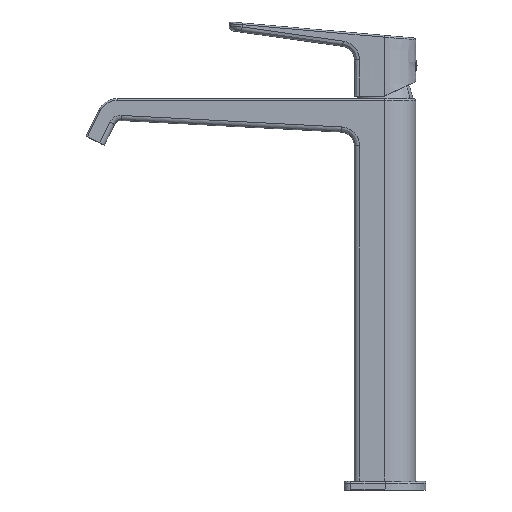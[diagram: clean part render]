
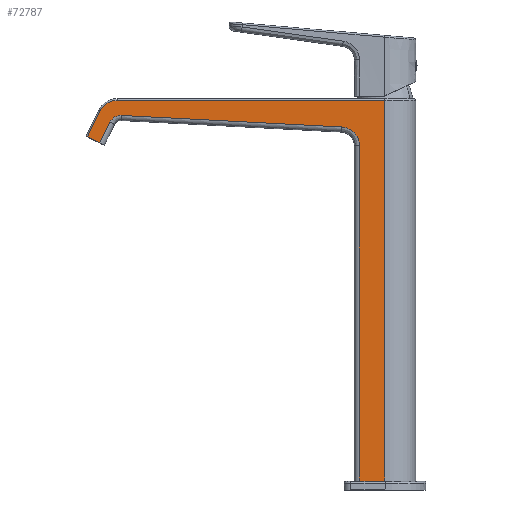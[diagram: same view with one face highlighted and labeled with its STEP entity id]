
A CAD part, left-side view. The second image highlights one B-rep face of the part: STEP entity #72787.
In plain terms, the highlighted planar face has unit normal (1, -0.013, 0).
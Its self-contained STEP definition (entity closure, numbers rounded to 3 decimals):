
#72643=CARTESIAN_POINT('Axis2P3D Location',(-41.122,-31.377,16.377)) ;
#72649=CARTESIAN_POINT('Control Point',(-38.748,150.006,227.151)) ;
#72650=CARTESIAN_POINT('Control Point',(-38.751,149.721,227.735)) ;
#72651=CARTESIAN_POINT('Control Point',(-38.756,149.369,228.286)) ;
#72652=CARTESIAN_POINT('Control Point',(-38.761,148.954,228.793)) ;
#72653=CARTESIAN_POINT('Control Point',(-38.775,147.947,229.766)) ;
#72654=CARTESIAN_POINT('Control Point',(-38.79,146.73,230.465)) ;
#72655=CARTESIAN_POINT('Control Point',(-38.8,146.036,230.749)) ;
#72656=CARTESIAN_POINT('Control Point',(-38.812,145.072,231.001)) ;
#72657=CARTESIAN_POINT('Control Point',(-38.825,144.086,231.079)) ;
#72658=CARTESIAN_POINT('Control Point',(-38.828,143.84,231.088)) ;
#72659=CARTESIAN_POINT('Control Point',(-38.831,143.594,231.086)) ;
#72660=CARTESIAN_POINT('Control Point',(-38.835,143.348,231.073)) ;
#72661=CARTESIAN_POINT('Vertex',(-38.835,143.348,231.073)) ;
#72663=CARTESIAN_POINT('Vertex',(-38.748,150.006,227.151)) ;
#72666=CARTESIAN_POINT('Line Origine',(-38.709,152.982,221.049)) ;
#72670=CARTESIAN_POINT('Vertex',(-38.67,155.958,214.947)) ;
#72673=CARTESIAN_POINT('Line Origine',(-38.623,159.543,216.696)) ;
#72677=CARTESIAN_POINT('Vertex',(-38.576,163.127,218.444)) ;
#72680=CARTESIAN_POINT('Line Origine',(-38.624,159.407,226.072)) ;
#72684=CARTESIAN_POINT('Vertex',(-38.673,155.687,233.699)) ;
#72688=CARTESIAN_POINT('Control Point',(-38.803,145.8,239.877)) ;
#72689=CARTESIAN_POINT('Control Point',(-38.798,146.145,239.877)) ;
#72690=CARTESIAN_POINT('Control Point',(-38.794,146.489,239.864)) ;
#72691=CARTESIAN_POINT('Control Point',(-38.789,146.833,239.837)) ;
#72692=CARTESIAN_POINT('Control Point',(-38.767,148.55,239.634)) ;
#72693=CARTESIAN_POINT('Control Point',(-38.745,150.214,239.097)) ;
#72694=CARTESIAN_POINT('Control Point',(-38.728,151.467,238.459)) ;
#72695=CARTESIAN_POINT('Control Point',(-38.706,153.196,237.2)) ;
#72696=CARTESIAN_POINT('Control Point',(-38.688,154.566,235.582)) ;
#72697=CARTESIAN_POINT('Control Point',(-38.682,154.992,234.985)) ;
#72698=CARTESIAN_POINT('Control Point',(-38.677,155.367,234.356)) ;
#72699=CARTESIAN_POINT('Control Point',(-38.673,155.687,233.699)) ;
#72700=CARTESIAN_POINT('Vertex',(-38.803,145.8,239.877)) ;
#72703=CARTESIAN_POINT('Line Origine',(-39.83,67.327,239.877)) ;
#72707=CARTESIAN_POINT('Vertex',(-40.857,-11.147,239.877)) ;
#72710=CARTESIAN_POINT('Line Origine',(-40.857,-11.147,130.127)) ;
#72714=CARTESIAN_POINT('Vertex',(-40.857,-11.147,20.377)) ;
#72717=CARTESIAN_POINT('Line Origine',(-40.857,-11.147,18.377)) ;
#72721=CARTESIAN_POINT('Vertex',(-40.857,-11.147,16.377)) ;
#72724=CARTESIAN_POINT('Line Origine',(-40.76,-3.742,16.377)) ;
#72728=CARTESIAN_POINT('Vertex',(-40.663,3.662,16.377)) ;
#72731=CARTESIAN_POINT('Line Origine',(-40.663,3.662,18.377)) ;
#72735=CARTESIAN_POINT('Vertex',(-40.663,3.662,20.377)) ;
#72738=CARTESIAN_POINT('Line Origine',(-40.663,3.662,116.846)) ;
#72742=CARTESIAN_POINT('Vertex',(-40.663,3.662,213.314)) ;
#72746=CARTESIAN_POINT('Control Point',(-40.527,14.086,224.299)) ;
#72747=CARTESIAN_POINT('Control Point',(-40.53,13.828,224.285)) ;
#72748=CARTESIAN_POINT('Control Point',(-40.534,13.57,224.264)) ;
#72749=CARTESIAN_POINT('Control Point',(-40.537,13.313,224.235)) ;
#72750=CARTESIAN_POINT('Control Point',(-40.552,12.141,224.069)) ;
#72751=CARTESIAN_POINT('Control Point',(-40.567,10.995,223.747)) ;
#72752=CARTESIAN_POINT('Control Point',(-40.579,10.13,223.401)) ;
#72753=CARTESIAN_POINT('Control Point',(-40.6,8.485,222.533)) ;
#72754=CARTESIAN_POINT('Control Point',(-40.619,7.057,221.342)) ;
#72755=CARTESIAN_POINT('Control Point',(-40.627,6.408,220.673)) ;
#72756=CARTESIAN_POINT('Control Point',(-40.642,5.261,219.21)) ;
#72757=CARTESIAN_POINT('Control Point',(-40.653,4.443,217.54)) ;
#72758=CARTESIAN_POINT('Control Point',(-40.657,4.123,216.664)) ;
#72759=CARTESIAN_POINT('Control Point',(-40.661,3.823,215.462)) ;
#72760=CARTESIAN_POINT('Control Point',(-40.663,3.694,214.236)) ;
#72761=CARTESIAN_POINT('Control Point',(-40.663,3.673,213.929)) ;
#72762=CARTESIAN_POINT('Control Point',(-40.663,3.662,213.621)) ;
#72763=CARTESIAN_POINT('Control Point',(-40.663,3.662,213.314)) ;
#72764=CARTESIAN_POINT('Vertex',(-40.527,14.086,224.299)) ;
#72767=CARTESIAN_POINT('Line Origine',(-39.681,78.717,227.686)) ;
#72668=VECTOR('Line Direction',#72667,1.) ;
#72675=VECTOR('Line Direction',#72674,1.) ;
#72682=VECTOR('Line Direction',#72681,1.) ;
#72705=VECTOR('Line Direction',#72704,1.) ;
#72712=VECTOR('Line Direction',#72711,1.) ;
#72719=VECTOR('Line Direction',#72718,1.) ;
#72726=VECTOR('Line Direction',#72725,1.) ;
#72733=VECTOR('Line Direction',#72732,1.) ;
#72740=VECTOR('Line Direction',#72739,1.) ;
#72769=VECTOR('Line Direction',#72768,1.) ;
#72644=DIRECTION('Axis2P3D Direction',(1.,-0.013,0.)) ;
#72645=DIRECTION('Axis2P3D XDirection',(0.013,1.,0.)) ;
#72667=DIRECTION('Vector Direction',(-0.006,-0.438,0.899)) ;
#72674=DIRECTION('Vector Direction',(-0.012,-0.899,-0.438)) ;
#72681=DIRECTION('Vector Direction',(-0.006,-0.438,0.899)) ;
#72704=DIRECTION('Vector Direction',(-0.013,-1.,0.)) ;
#72711=DIRECTION('Vector Direction',(0.,0.,-1.)) ;
#72718=DIRECTION('Vector Direction',(0.,0.,1.)) ;
#72725=DIRECTION('Vector Direction',(-0.013,-1.,0.)) ;
#72732=DIRECTION('Vector Direction',(0.,0.,1.)) ;
#72739=DIRECTION('Vector Direction',(0.,0.,1.)) ;
#72768=DIRECTION('Vector Direction',(0.013,0.999,0.052)) ;
#72646=AXIS2_PLACEMENT_3D('Plane Axis2P3D',#72643,#72644,#72645) ;
#72669=LINE('Line',#72666,#72668) ;
#72676=LINE('Line',#72673,#72675) ;
#72683=LINE('Line',#72680,#72682) ;
#72706=LINE('Line',#72703,#72705) ;
#72713=LINE('Line',#72710,#72712) ;
#72720=LINE('Line',#72717,#72719) ;
#72727=LINE('Line',#72724,#72726) ;
#72734=LINE('Line',#72731,#72733) ;
#72741=LINE('Line',#72738,#72740) ;
#72770=LINE('Line',#72767,#72769) ;
#72647=PLANE('',#72646) ;
#72665=EDGE_CURVE('',#72662,#72664,#72648,.F.) ;
#72672=EDGE_CURVE('',#72664,#72671,#72669,.F.) ;
#72679=EDGE_CURVE('',#72671,#72678,#72676,.F.) ;
#72686=EDGE_CURVE('',#72678,#72685,#72683,.T.) ;
#72702=EDGE_CURVE('',#72685,#72701,#72687,.F.) ;
#72709=EDGE_CURVE('',#72701,#72708,#72706,.T.) ;
#72716=EDGE_CURVE('',#72708,#72715,#72713,.T.) ;
#72723=EDGE_CURVE('',#72715,#72722,#72720,.F.) ;
#72730=EDGE_CURVE('',#72722,#72729,#72727,.F.) ;
#72737=EDGE_CURVE('',#72729,#72736,#72734,.T.) ;
#72744=EDGE_CURVE('',#72736,#72743,#72741,.T.) ;
#72766=EDGE_CURVE('',#72743,#72765,#72745,.F.) ;
#72771=EDGE_CURVE('',#72765,#72662,#72770,.T.) ;
#72773=ORIENTED_EDGE('',*,*,#72665,.T.) ;
#72774=ORIENTED_EDGE('',*,*,#72672,.T.) ;
#72775=ORIENTED_EDGE('',*,*,#72679,.T.) ;
#72776=ORIENTED_EDGE('',*,*,#72686,.T.) ;
#72777=ORIENTED_EDGE('',*,*,#72702,.T.) ;
#72778=ORIENTED_EDGE('',*,*,#72709,.T.) ;
#72779=ORIENTED_EDGE('',*,*,#72716,.T.) ;
#72780=ORIENTED_EDGE('',*,*,#72723,.T.) ;
#72781=ORIENTED_EDGE('',*,*,#72730,.T.) ;
#72782=ORIENTED_EDGE('',*,*,#72737,.T.) ;
#72783=ORIENTED_EDGE('',*,*,#72744,.T.) ;
#72784=ORIENTED_EDGE('',*,*,#72766,.T.) ;
#72785=ORIENTED_EDGE('',*,*,#72771,.T.) ;
#72772=EDGE_LOOP('',(#72773,#72774,#72775,#72776,#72777,#72778,#72779,#72780,#72781,#72782,#72783,#72784,#72785)) ;
#72662=VERTEX_POINT('',#72661) ;
#72664=VERTEX_POINT('',#72663) ;
#72671=VERTEX_POINT('',#72670) ;
#72678=VERTEX_POINT('',#72677) ;
#72685=VERTEX_POINT('',#72684) ;
#72701=VERTEX_POINT('',#72700) ;
#72708=VERTEX_POINT('',#72707) ;
#72715=VERTEX_POINT('',#72714) ;
#72722=VERTEX_POINT('',#72721) ;
#72729=VERTEX_POINT('',#72728) ;
#72736=VERTEX_POINT('',#72735) ;
#72743=VERTEX_POINT('',#72742) ;
#72765=VERTEX_POINT('',#72764) ;
#72787=ADVANCED_FACE('Superficie.41',(#72786),#72647,.T.) ;
#72648=B_SPLINE_CURVE_WITH_KNOTS('',5,(#72649,#72650,#72651,#72652,#72653,#72654,#72655,#72656,#72657,#72658,#72659,#72660),.UNSPECIFIED.,.F.,.U.,(6,3,3,6),(20.616,24.357,28.627,30.045),.UNSPECIFIED.) ;
#72687=B_SPLINE_CURVE_WITH_KNOTS('',5,(#72688,#72689,#72690,#72691,#72692,#72693,#72694,#72695,#72696,#72697,#72698,#72699),.UNSPECIFIED.,.F.,.U.,(6,3,3,6),(42.052,44.603,54.835,60.238),.UNSPECIFIED.) ;
#72745=B_SPLINE_CURVE_WITH_KNOTS('',5,(#72746,#72747,#72748,#72749,#72750,#72751,#72752,#72753,#72754,#72755,#72756,#72757,#72758,#72759,#72760,#72761,#72762,#72763),.UNSPECIFIED.,.F.,.U.,(6,3,3,3,3,6),(32.406,34.005,39.723,45.441,51.158,53.06),.UNSPECIFIED.) ;
#72786=FACE_OUTER_BOUND('',#72772,.T.) ;
